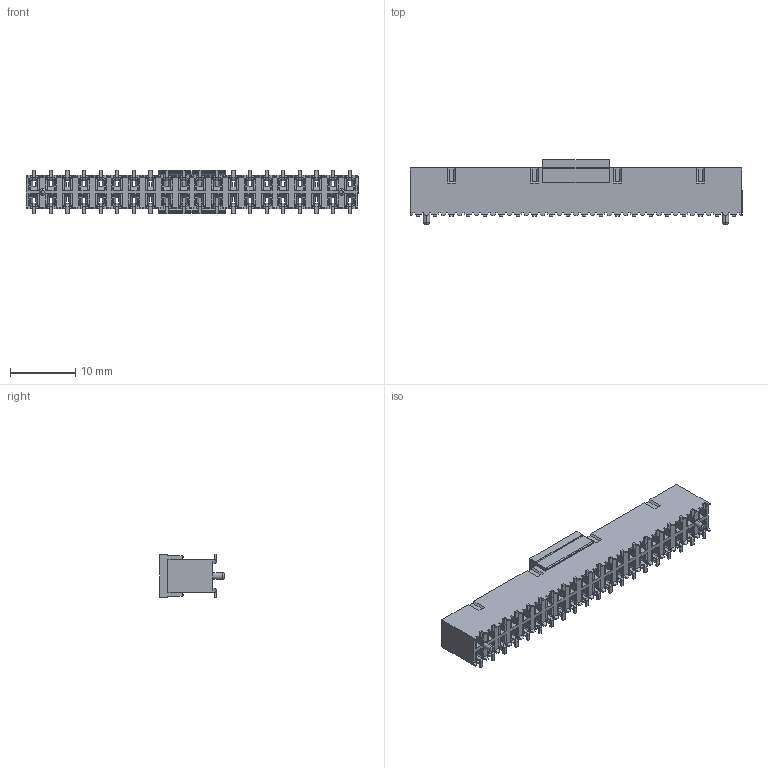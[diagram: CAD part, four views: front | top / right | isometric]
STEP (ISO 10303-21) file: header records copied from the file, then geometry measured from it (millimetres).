
FILE_DESCRIPTION (( 'STEP AP203' ), '1' );
FILE_NAME ('3494-40-60-10.stp', '2015-07-08T10:43:08', ( 'xian' ), ( 'we' ), 'SwSTEP 2.0', 'SolidWorks 2008', '' );
FILE_SCHEMA (( 'CONFIG_CONTROL_DESIGN' ));
Length unit declared in the file: millimetre
Products named in the file (4): I-630-2x20-1-3_默认; 630 SMT TYPE  Contact_默认; I-3494-C-10.16-1-2_默认; 3494-4075-60-1B-1-10-NY-U
Assembly tree (42 placements, depth 2):
  3494-4075-60-1B-1-10-NY-U
    630 SMT TYPE  Contact_默认  x40
    I-630-2x20-1-3_默认
    I-3494-C-10.16-1-2_默认
Bounding box: 50.8 x 9.85 x 6.6 mm (x, y, z)
Volume: 1317.1 mm3; surface area: 4601.8 mm2
Topology: 42 solids, 42 shells, 4972 faces, 12477 edges, 7570 vertices
Faces by surface type: plane 3513, cylinder 1455, torus 4
Entity records: 41799 total; most frequent: CARTESIAN_POINT 7166, ORIENTED_EDGE 7014, DIRECTION 6435, EDGE_CURVE 3507, LINE 3389, VECTOR 3389, VERTEX_POINT 2110, AXIS2_PLACEMENT_3D 1523
